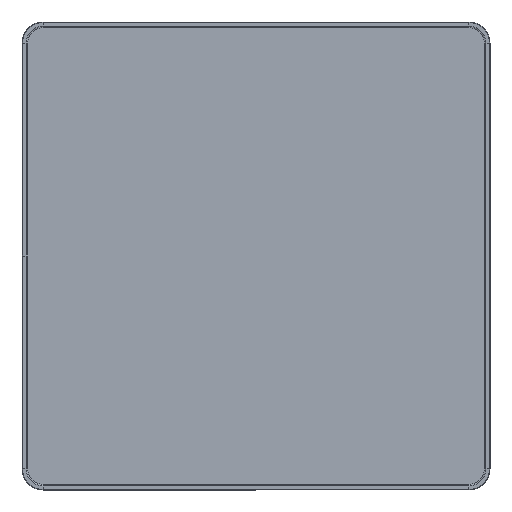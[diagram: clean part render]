
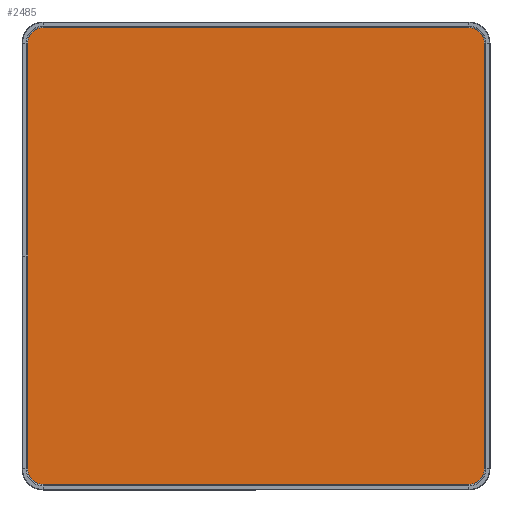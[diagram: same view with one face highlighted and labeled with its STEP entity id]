
A CAD part, front view. The second image highlights one B-rep face of the part: STEP entity #2485.
In plain terms, the highlighted planar face has unit normal (0, -1, 0).
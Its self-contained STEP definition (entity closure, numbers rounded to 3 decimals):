
#27 = CIRCLE ( 'NONE', #715, 8.6 ) ;
#56 = FACE_OUTER_BOUND ( 'NONE', #2115, .T. ) ;
#67 = ORIENTED_EDGE ( 'NONE', *, *, #757, .T. ) ;
#87 = DIRECTION ( 'NONE',  ( 0., -1., 0. ) ) ;
#113 = CARTESIAN_POINT ( 'NONE',  ( -127.308, -2., 118.708 ) ) ;
#169 = VERTEX_POINT ( 'NONE', #651 ) ;
#227 = DIRECTION ( 'NONE',  ( 0., 0., -1. ) ) ;
#230 = VERTEX_POINT ( 'NONE', #1286 ) ;
#238 = ORIENTED_EDGE ( 'NONE', *, *, #1395, .T. ) ;
#278 = VERTEX_POINT ( 'NONE', #1573 ) ;
#300 = CARTESIAN_POINT ( 'NONE',  ( -118.708, -2., 127.308 ) ) ;
#322 = CARTESIAN_POINT ( 'NONE',  ( 127.308, -2., -118.708 ) ) ;
#360 = VECTOR ( 'NONE', #227, 1000. ) ;
#373 = VERTEX_POINT ( 'NONE', #778 ) ;
#400 = VECTOR ( 'NONE', #2014, 1000. ) ;
#406 = ORIENTED_EDGE ( 'NONE', *, *, #1593, .T. ) ;
#499 = CARTESIAN_POINT ( 'NONE',  ( -118.708, -2., 118.708 ) ) ;
#507 = ORIENTED_EDGE ( 'NONE', *, *, #1276, .T. ) ;
#528 = CARTESIAN_POINT ( 'NONE',  ( 118.708, -2., 127.308 ) ) ;
#625 = VERTEX_POINT ( 'NONE', #113 ) ;
#649 = VECTOR ( 'NONE', #2015, 1000. ) ;
#651 = CARTESIAN_POINT ( 'NONE',  ( 118.708, -2., 127.308 ) ) ;
#658 = AXIS2_PLACEMENT_3D ( 'NONE', #2245, #1164, #1823 ) ;
#686 = VECTOR ( 'NONE', #2591, 1000. ) ;
#715 = AXIS2_PLACEMENT_3D ( 'NONE', #796, #1659, #1012 ) ;
#717 = CARTESIAN_POINT ( 'NONE',  ( -127.308, -2., 0. ) ) ;
#731 = EDGE_CURVE ( 'NONE', #278, #2705, #1272, .T. ) ;
#753 = AXIS2_PLACEMENT_3D ( 'NONE', #834, #1260, #1701 ) ;
#757 = EDGE_CURVE ( 'NONE', #2705, #169, #27, .T. ) ;
#778 = CARTESIAN_POINT ( 'NONE',  ( -118.708, -2., -127.308 ) ) ;
#796 = CARTESIAN_POINT ( 'NONE',  ( 118.708, -2., 118.708 ) ) ;
#808 = CARTESIAN_POINT ( 'NONE',  ( -118.708, -2., -118.708 ) ) ;
#834 = CARTESIAN_POINT ( 'NONE',  ( -119.308, -2., 0. ) ) ;
#930 = CIRCLE ( 'NONE', #964, 8.6 ) ;
#940 = CARTESIAN_POINT ( 'NONE',  ( -118.708, -2., -127.308 ) ) ;
#964 = AXIS2_PLACEMENT_3D ( 'NONE', #808, #2481, #2689 ) ;
#973 = DIRECTION ( 'NONE',  ( 1., 0., 0. ) ) ;
#1012 = DIRECTION ( 'NONE',  ( 1., 0., 0. ) ) ;
#1090 = VERTEX_POINT ( 'NONE', #300 ) ;
#1149 = VECTOR ( 'NONE', #973, 1000. ) ;
#1156 = ORIENTED_EDGE ( 'NONE', *, *, #2188, .T. ) ;
#1164 = DIRECTION ( 'NONE',  ( 0., -1., 0. ) ) ;
#1242 = PLANE ( 'NONE',  #753 ) ;
#1260 = DIRECTION ( 'NONE',  ( 0., -1., 0. ) ) ;
#1272 = LINE ( 'NONE', #322, #649 ) ;
#1276 = EDGE_CURVE ( 'NONE', #169, #1090, #1953, .T. ) ;
#1286 = CARTESIAN_POINT ( 'NONE',  ( 118.708, -2., -127.308 ) ) ;
#1370 = CARTESIAN_POINT ( 'NONE',  ( -127.308, -2., 0. ) ) ;
#1372 = VERTEX_POINT ( 'NONE', #1370 ) ;
#1395 = EDGE_CURVE ( 'NONE', #373, #230, #2141, .T. ) ;
#1441 = EDGE_CURVE ( 'NONE', #230, #278, #2493, .T. ) ;
#1445 = ORIENTED_EDGE ( 'NONE', *, *, #2049, .T. ) ;
#1460 = LINE ( 'NONE', #717, #686 ) ;
#1573 = CARTESIAN_POINT ( 'NONE',  ( 127.308, -2., -118.708 ) ) ;
#1593 = EDGE_CURVE ( 'NONE', #2563, #373, #930, .T. ) ;
#1659 = DIRECTION ( 'NONE',  ( 0., -1., 0. ) ) ;
#1696 = CARTESIAN_POINT ( 'NONE',  ( -127.308, -2., -118.708 ) ) ;
#1701 = DIRECTION ( 'NONE',  ( 1., 0., 0. ) ) ;
#1732 = CARTESIAN_POINT ( 'NONE',  ( -127.308, -2., 118.708 ) ) ;
#1768 = DIRECTION ( 'NONE',  ( 0., 0., 1. ) ) ;
#1823 = DIRECTION ( 'NONE',  ( 0., 0., -1. ) ) ;
#1910 = CIRCLE ( 'NONE', #2008, 8.6 ) ;
#1953 = LINE ( 'NONE', #528, #400 ) ;
#1967 = ORIENTED_EDGE ( 'NONE', *, *, #731, .T. ) ;
#2008 = AXIS2_PLACEMENT_3D ( 'NONE', #499, #87, #1768 ) ;
#2014 = DIRECTION ( 'NONE',  ( -1., 0., 0. ) ) ;
#2015 = DIRECTION ( 'NONE',  ( 0., 0., 1. ) ) ;
#2017 = ORIENTED_EDGE ( 'NONE', *, *, #2130, .T. ) ;
#2049 = EDGE_CURVE ( 'NONE', #1090, #625, #1910, .T. ) ;
#2115 = EDGE_LOOP ( 'NONE', ( #67, #507, #1445, #2017, #1156, #406, #238, #2407, #1967 ) ) ;
#2130 = EDGE_CURVE ( 'NONE', #625, #1372, #2592, .T. ) ;
#2141 = LINE ( 'NONE', #940, #1149 ) ;
#2188 = EDGE_CURVE ( 'NONE', #1372, #2563, #1460, .T. ) ;
#2245 = CARTESIAN_POINT ( 'NONE',  ( 118.708, -2., -118.708 ) ) ;
#2386 = CARTESIAN_POINT ( 'NONE',  ( 127.308, -2., 118.708 ) ) ;
#2407 = ORIENTED_EDGE ( 'NONE', *, *, #1441, .T. ) ;
#2481 = DIRECTION ( 'NONE',  ( 0., -1., 0. ) ) ;
#2485 = ADVANCED_FACE ( 'NONE', ( #56 ), #1242, .T. ) ;
#2493 = CIRCLE ( 'NONE', #658, 8.6 ) ;
#2563 = VERTEX_POINT ( 'NONE', #1696 ) ;
#2591 = DIRECTION ( 'NONE',  ( 0., 0., -1. ) ) ;
#2592 = LINE ( 'NONE', #1732, #360 ) ;
#2689 = DIRECTION ( 'NONE',  ( -1., 0., 0. ) ) ;
#2705 = VERTEX_POINT ( 'NONE', #2386 ) ;
